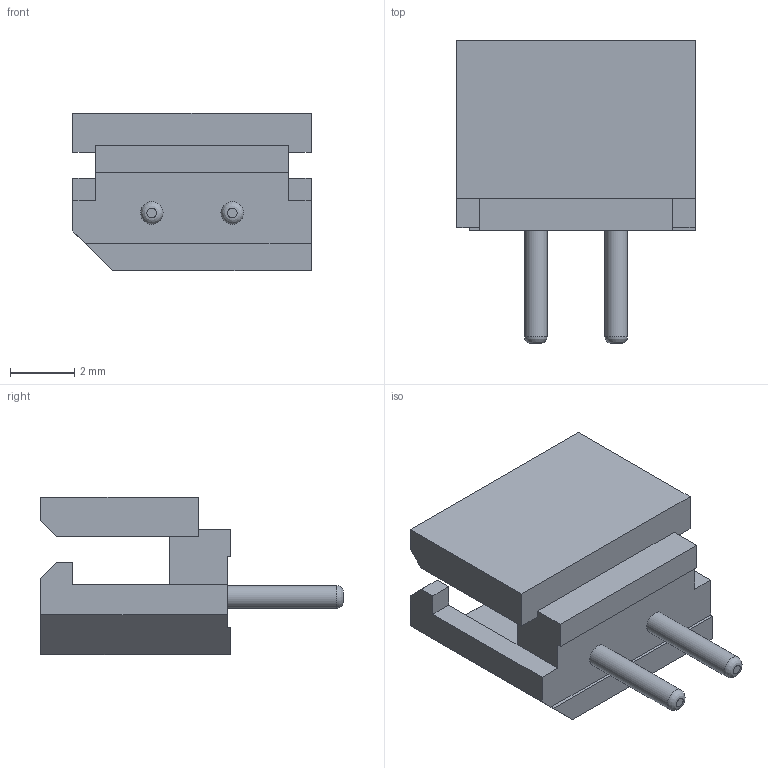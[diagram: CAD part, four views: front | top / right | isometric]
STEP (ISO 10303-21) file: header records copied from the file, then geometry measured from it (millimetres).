
FILE_DESCRIPTION(/* description */ (''),/* implementation_level */ '2;1');
FILE_NAME(/* name */ 'spox_2pin_socket_pcb.stp',/* time_stamp */ '2019-04-29T01:06:48+02:00',/* author */ ('Piotr'),/* organization */ (''),/* preprocessor_version */ 'ST-DEVELOPER v16.13',/* originating_system */ 'Autodesk Inventor 2018',/* authorisation */ '');
FILE_SCHEMA (('AUTOMOTIVE_DESIGN { 1 0 10303 214 3 1 1 }'));
Length unit declared in the file: millimetre
Products named in the file (1): spox_2pin_socket_pcb
Bounding box: 7.4 x 9.4 x 4.9 mm (x, y, z)
Volume: 113.6 mm3; surface area: 301.2 mm2
Topology: 1 solids, 1 shells, 59 faces, 154 edges, 101 vertices
Faces by surface type: plane 51, cylinder 4, bspline 4
Full cylindrical faces by diameter (mm): 0.7 x4
Entity records: 1909 total; most frequent: CARTESIAN_POINT 423, ORIENTED_EDGE 300, DIRECTION 277, EDGE_CURVE 150, LINE 127, VECTOR 127, VERTEX_POINT 101, AXIS2_PLACEMENT_3D 75
